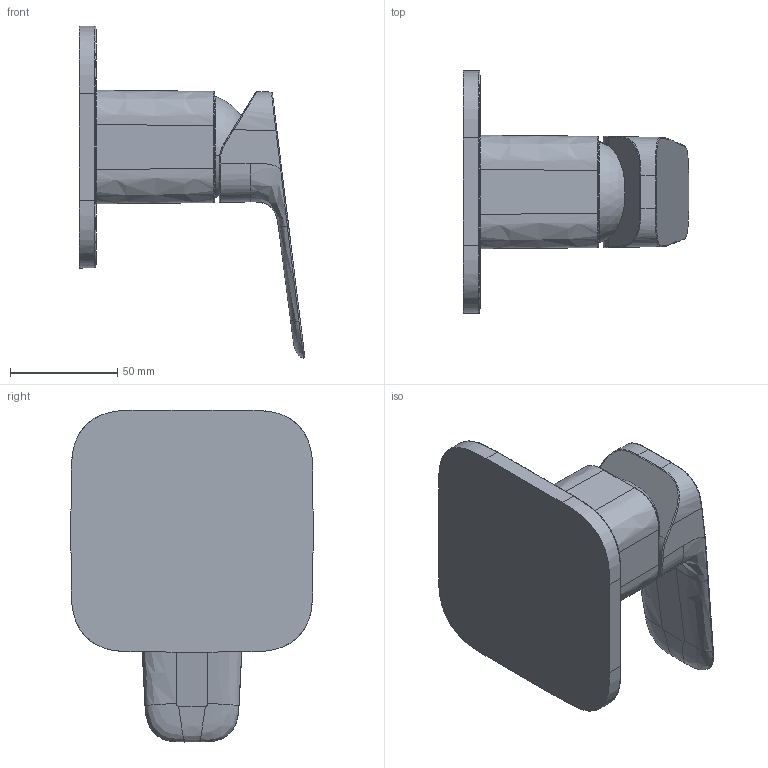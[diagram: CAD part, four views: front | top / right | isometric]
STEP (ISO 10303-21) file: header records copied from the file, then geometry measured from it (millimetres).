
FILE_DESCRIPTION(/* description */ ('AP214 STEP file'),/* implementation_level */ '2;1');
FILE_NAME(/* name */ '1018300000_out.stp',/* time_stamp */ '2025-02-14T13:09:09+01:00',/* author */ (''),/* organization */ (''),/* preprocessor_version */ 'ST-DEVELOPER v18.1',/* originating_system */ 'Elysium Co. Ltd. STEP Translator v8.3.0.0',/* authorisation */ '');
FILE_SCHEMA (('AUTOMOTIVE_DESIGN { 1 0 10303 214 3 1 1 }'));
Length unit declared in the file: millimetre
Products named in the file (1): 1018300000_extract
Bounding box: 105.27 x 113 x 155 mm (x, y, z)
Volume: 320099.4 mm3; surface area: 51356.8 mm2
Topology: 1 solids, 1 shells, 101 faces, 259 edges, 161 vertices
Faces by surface type: bspline 57, cylinder 17, plane 12, extrusion 11, torus 2, sphere 2
Entity records: 7914 total; most frequent: CARTESIAN_POINT 5179, ORIENTED_EDGE 518, EDGE_CURVE 259, B_SPLINE_CURVE_WITH_KNOTS 218, STYLED_ITEM 202, VERTEX_POINT 161, FILL_AREA_STYLE_COLOUR 104, FILL_AREA_STYLE 104
